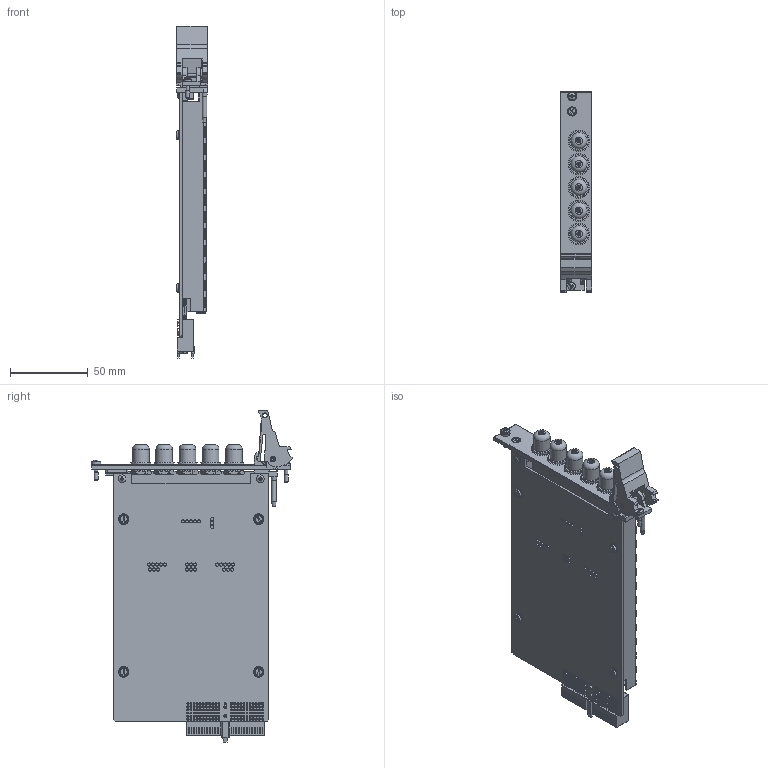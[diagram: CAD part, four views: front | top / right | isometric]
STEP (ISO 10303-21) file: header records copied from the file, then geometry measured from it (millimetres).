
FILE_DESCRIPTION (( 'STEP AP214' ), '1' );
FILE_NAME ('40-850-014 PXI Optical Switch 1x4 MEMS FC-APC.STEP', '2013-09-24T08:11:59', ( 'admin' ), ( '' ), 'SwSTEP 2.0', 'SolidWorks 2012', '' );
FILE_SCHEMA (( 'AUTOMOTIVE_DESIGN' ));
Length unit declared in the file: millimetre
Products named in the file (1): 40-850-014 PXI Optical Switch 1x4 MEMS FC-APC
Bounding box: 20 x 129.67 x 213.99 mm (x, y, z)
Surface area: 106497.6 mm2 (no closed solid volume)
Topology: 0 solids, 337 shells, 2344 faces, 9477 edges, 7174 vertices
Faces by surface type: plane 1638, cylinder 524, bspline 84, cone 48, torus 45, sphere 5
Full cylindrical faces by diameter (mm): 0.6 x110, 1.245 x125, 1.496 x1, 2 x5, 2.032 x30, 2.05 x1, 2.5 x3, 2.6 x1, 2.7 x1, 2.8 x1, 3 x3, 4.7 x5, 5 x4, 5.3 x1, 5.9 x1, 6 x1, 6.8 x4, 10.619 x5, 12.55 x5, 12.8 x5, 13.8 x5
Entity records: 141001 total; most frequent: CARTESIAN_POINT 41225, DIRECTION 14250, ORIENTED_EDGE 12571, EDGE_CURVE 8956, VERTEX_POINT 7045, VECTOR 6392, LINE 6392, AXIS2_PLACEMENT_3D 3929
